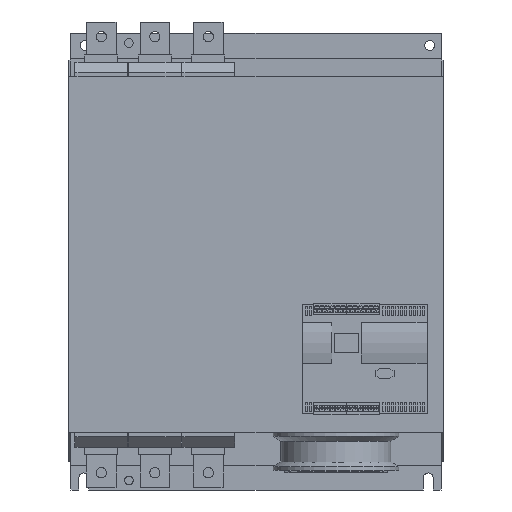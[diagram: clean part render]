
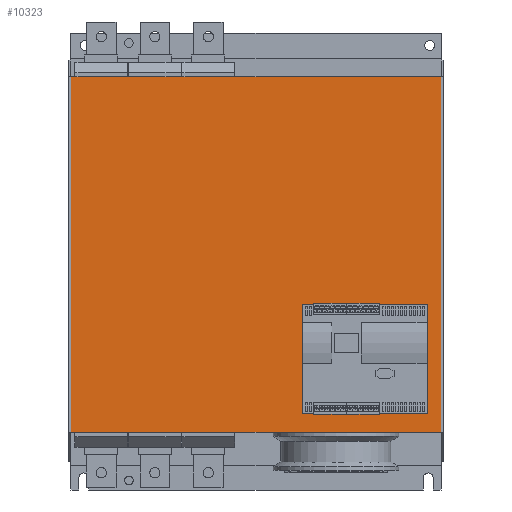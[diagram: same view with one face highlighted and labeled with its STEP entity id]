
A CAD part, front view. The second image highlights one B-rep face of the part: STEP entity #10323.
In plain terms, the highlighted planar face has unit normal (0, -1, 0).
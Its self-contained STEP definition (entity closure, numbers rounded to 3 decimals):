
#5507=VERTEX_POINT('',#15310);
#5809=VERTEX_POINT('',#15638);
#5851=EDGE_CURVE('',#5809,#9111,#15684,.T.);
#6035=EDGE_CURVE('',#9429,#9507,#15909,.T.);
#7147=EDGE_CURVE('',#9499,#5809,#17135,.T.);
#7285=EDGE_CURVE('',#9507,#9941,#17282,.T.);
#7439=EDGE_CURVE('',#12133,#9499,#17448,.T.);
#9111=VERTEX_POINT('',#19351);
#9429=VERTEX_POINT('',#19701);
#9499=VERTEX_POINT('',#19782);
#9507=VERTEX_POINT('',#19791);
#9941=VERTEX_POINT('',#20277);
#10313=EDGE_CURVE('',#9111,#12133,#20680,.T.);
#10323=ADVANCED_FACE('',(#20692,#20693),#20694,.T.);
#10497=EDGE_CURVE('',#9941,#5507,#20898,.T.);
#12133=VERTEX_POINT('',#22704);
#13959=EDGE_CURVE('',#5507,#9429,#24709,.T.);
#15310=CARTESIAN_POINT('',(-252.5,-249.0,-544.5));
#15638=CARTESIAN_POINT('',(63.5,-249.0,-370.0));
#15684=LINE('',#26927,#26928);
#15909=LINE('',#27230,#27231);
#17135=LINE('',#28943,#28944);
#17282=LINE('',#29151,#29152);
#17448=LINE('',#29382,#29383);
#19351=CARTESIAN_POINT('',(233.5,-249.0,-370.0));
#19701=CARTESIAN_POINT('',(-252.5,-249.0,-59.5));
#19782=CARTESIAN_POINT('',(63.5,-249.0,-518.0));
#19791=CARTESIAN_POINT('',(252.5,-249.0,-59.5));
#20277=CARTESIAN_POINT('',(252.5,-249.0,-544.5));
#20680=LINE('',#33816,#33817);
#20692=FACE_BOUND('',#33833,.T.);
#20693=FACE_OUTER_BOUND('',#33834,.T.);
#20694=PLANE('',#33835);
#20898=LINE('',#34113,#34114);
#22704=CARTESIAN_POINT('',(233.5,-249.0,-518.0));
#24709=LINE('',#39382,#39383);
#26927=CARTESIAN_POINT('',(116.75,-249.0,-370.0));
#26928=VECTOR('',#41479,1.0);
#27230=CARTESIAN_POINT('',(-252.5,-249.0,-59.5));
#27231=VECTOR('',#41848,1.0);
#28943=CARTESIAN_POINT('',(63.5,-249.0,-336.0));
#28944=VECTOR('',#43135,1.0);
#29151=CARTESIAN_POINT('',(252.5,-249.0,-59.5));
#29152=VECTOR('',#43254,1.0);
#29382=CARTESIAN_POINT('',(31.75,-249.0,-518.0));
#29383=VECTOR('',#43405,1.0);
#33816=CARTESIAN_POINT('',(233.5,-249.0,-410.0));
#33817=VECTOR('',#47123,1.0);
#33833=EDGE_LOOP('',(#47145,#47146,#47147,#47148));
#33834=EDGE_LOOP('',(#47149,#47150,#47151,#47152));
#33835=AXIS2_PLACEMENT_3D('',#47153,#47154,#47155);
#34113=CARTESIAN_POINT('',(252.5,-249.0,-544.5));
#34114=VECTOR('',#47457,1.0);
#39382=CARTESIAN_POINT('',(-252.5,-249.0,-544.5));
#39383=VECTOR('',#51486,1.0);
#41479=DIRECTION('',(1.0,0.0,-0.0));
#41848=DIRECTION('',(1.0,0.0,0.0));
#43135=DIRECTION('',(0.0,0.0,1.0));
#43254=DIRECTION('',(0.0,0.0,-1.0));
#43405=DIRECTION('',(-1.0,0.0,0.0));
#47123=DIRECTION('',(0.0,0.0,-1.0));
#47145=ORIENTED_EDGE('',*,*,#7147,.T.);
#47146=ORIENTED_EDGE('',*,*,#5851,.T.);
#47147=ORIENTED_EDGE('',*,*,#10313,.T.);
#47148=ORIENTED_EDGE('',*,*,#7439,.T.);
#47149=ORIENTED_EDGE('',*,*,#7285,.F.);
#47150=ORIENTED_EDGE('',*,*,#6035,.F.);
#47151=ORIENTED_EDGE('',*,*,#13959,.F.);
#47152=ORIENTED_EDGE('',*,*,#10497,.F.);
#47153=CARTESIAN_POINT('',(0.0,-249.0,-302.0));
#47154=DIRECTION('',(0.0,-1.0,0.0));
#47155=DIRECTION('',(1.0,0.0,0.0));
#47457=DIRECTION('',(-1.0,0.0,0.0));
#51486=DIRECTION('',(0.0,0.0,1.0));
